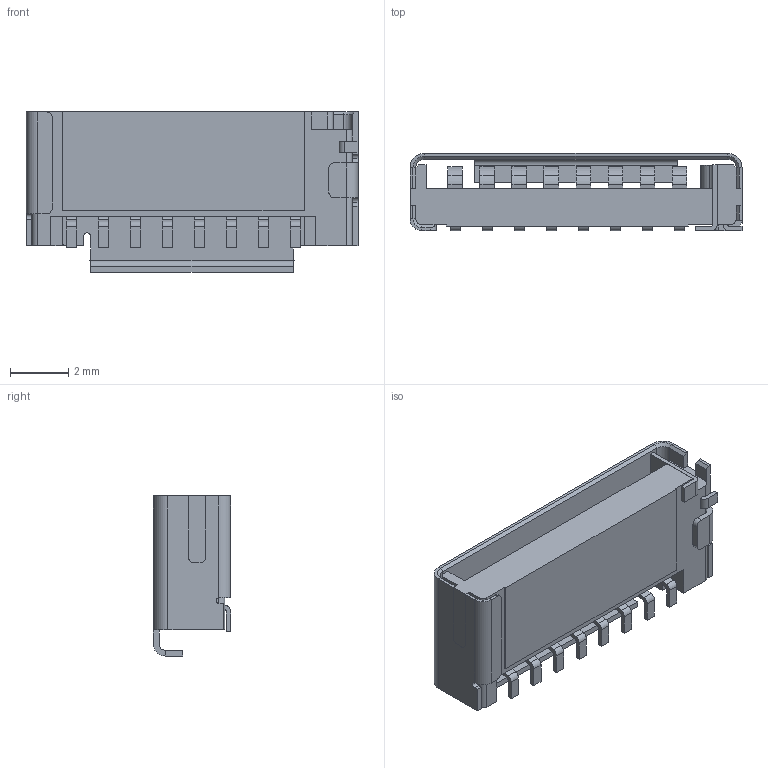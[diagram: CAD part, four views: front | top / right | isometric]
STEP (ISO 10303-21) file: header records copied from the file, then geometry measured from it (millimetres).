
FILE_DESCRIPTION (( 'STEP AP214' ), '1' );
FILE_NAME ('10067099-200LF.STEP', '2023-08-25T15:17:45', ( '' ), ( '' ), 'SwSTEP 2.0', 'SolidWorks 2021', '' );
FILE_SCHEMA (( 'AUTOMOTIVE_DESIGN' ));
Length unit declared in the file: millimetre
Products named in the file (1): 10067099-200LF
Bounding box: 11.4 x 2.65 x 5.5 mm (x, y, z)
Volume: 74.2 mm3; surface area: 367.5 mm2
Topology: 21 solids, 21 shells, 354 faces, 903 edges, 591 vertices
Faces by surface type: plane 226, cylinder 125, cone 3
Entity records: 10954 total; most frequent: CARTESIAN_POINT 2018, ORIENTED_EDGE 1806, DIRECTION 1797, EDGE_CURVE 903, VECTOR 649, LINE 649, VERTEX_POINT 591, AXIS2_PLACEMENT_3D 574
